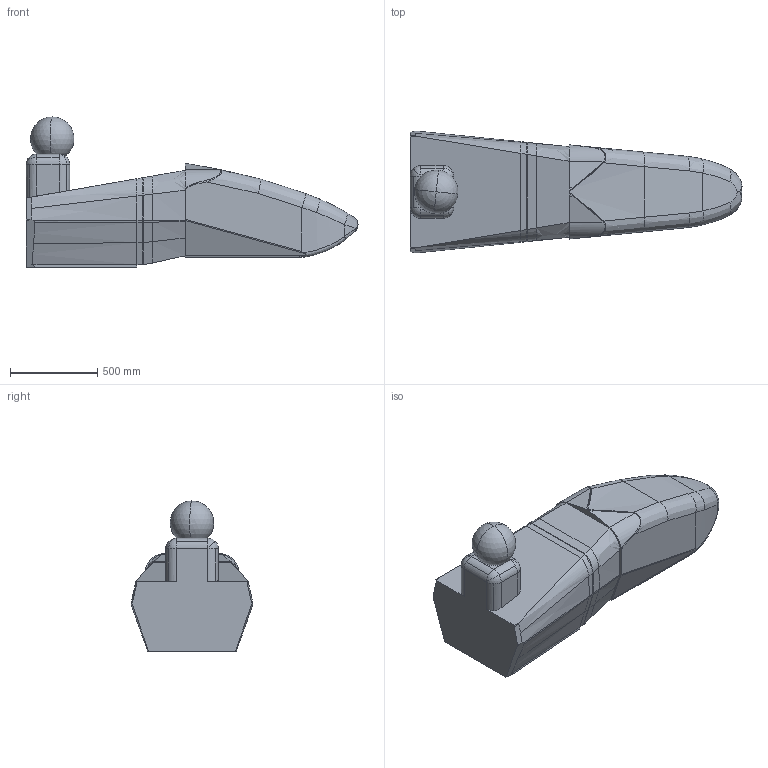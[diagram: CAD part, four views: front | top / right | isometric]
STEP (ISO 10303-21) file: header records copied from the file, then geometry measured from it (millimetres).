
FILE_DESCRIPTION(('CATIA V5 STEP Exchange'),'2;1');
FILE_NAME('noseBody.stp','2018-06-15T21:22:11+00:00',('none'),('none'),'CATIA Version 5 Release 17 (IN-10)','CATIA V5 STEP AP203','none');
FILE_SCHEMA(('CONFIG_CONTROL_DESIGN'));
Length unit declared in the file: millimetre
Products named in the file (1): KS-15_all
Assembly tree (2 placements, depth 2):
  KS-15_all
    #56
    #4314
Bounding box: 1897.54 x 695.93 x 858.29 mm (x, y, z)
Volume: 423204847.3 mm3; surface area: 4388454.8 mm2
Topology: 2 solids, 2 shells, 173 faces, 427 edges, 254 vertices
Faces by surface type: bspline 82, plane 42, cylinder 37, sphere 12
Entity records: 9198 total; most frequent: CARTESIAN_POINT 5900, ORIENTED_EDGE 846, EDGE_CURVE 423, DIRECTION 337, B_SPLINE_CURVE_WITH_KNOTS 276, VERTEX_POINT 254, ADVANCED_FACE 173, EDGE_LOOP 173
